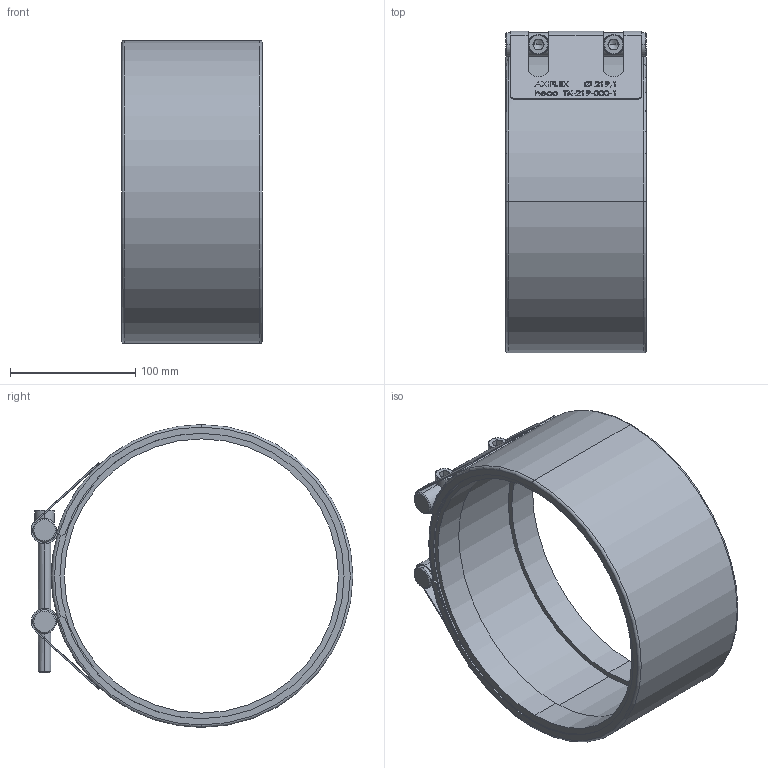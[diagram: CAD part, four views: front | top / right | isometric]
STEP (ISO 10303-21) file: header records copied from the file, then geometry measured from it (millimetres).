
FILE_DESCRIPTION (( 'STEP AP214' ), '1' );
FILE_NAME ('Axiflex Ø219,1 heco 1710.STEP', '2017-10-09T12:23:40', ( '' ), ( '' ), 'SwSTEP 2.0', 'SolidWorks 2016', '' );
FILE_SCHEMA (( 'AUTOMOTIVE_DESIGN' ));
Length unit declared in the file: millimetre
Products named in the file (1): Axiflex Ø219,1 heco 1710
Bounding box: 112.4 x 256.99 x 242 mm (x, y, z)
Volume: 817503.3 mm3; surface area: 408924.8 mm2
Topology: 1 solids, 3 shells, 603 faces, 1616 edges, 1044 vertices
Faces by surface type: plane 299, bspline 143, cylinder 99, cone 38, torus 24
Entity records: 32274 total; most frequent: CARTESIAN_POINT 14476, ORIENTED_EDGE 3224, DIRECTION 2450, EDGE_CURVE 1612, VERTEX_POINT 1044, VECTOR 964, LINE 964, AXIS2_PLACEMENT_3D 743
